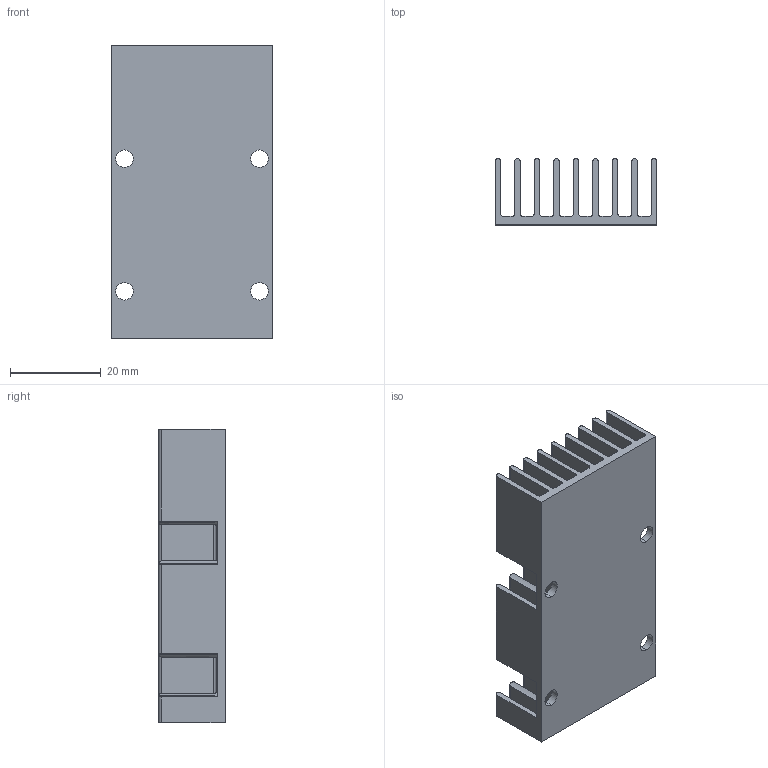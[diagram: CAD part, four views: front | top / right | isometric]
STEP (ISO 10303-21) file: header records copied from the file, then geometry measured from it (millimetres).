
FILE_DESCRIPTION (( 'STEP AP203' ), '1' );
FILE_NAME ('43806-05.STEP', '2016-05-04T14:25:32', ( 'Vicor User' ), ( 'Microsoft' ), 'SwSTEP 2.0', 'SolidWorks 2015', '' );
FILE_SCHEMA (( 'CONFIG_CONTROL_DESIGN' ));
Length unit declared in the file: millimetre
Products named in the file (2): Copy of 42585_Copy^43754; 43806-05
Assembly tree (1 placements, depth 2):
  43806-05
    Copy of 42585_Copy^43754
Bounding box: 35.56 x 14.61 x 64.65 mm (x, y, z)
Volume: 11732.6 mm3; surface area: 17945 mm2
Topology: 1 solids, 1 shells, 114 faces, 336 edges, 224 vertices
Faces by surface type: cylinder 57, plane 57
Entity records: 4174 total; most frequent: CARTESIAN_POINT 870, ORIENTED_EDGE 672, DIRECTION 646, EDGE_CURVE 336, VERTEX_POINT 224, AXIS2_PLACEMENT_3D 216, VECTOR 214, LINE 214
